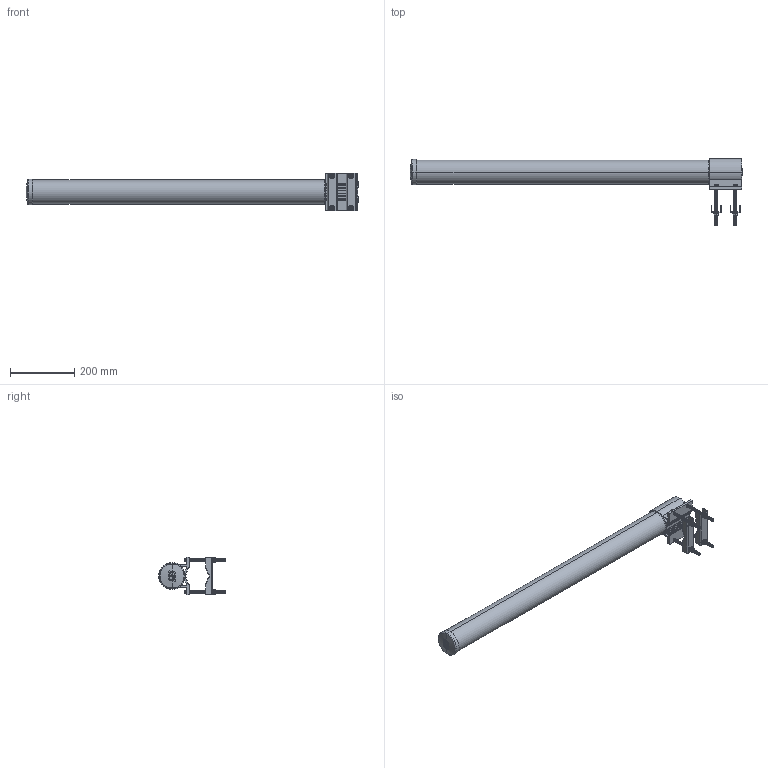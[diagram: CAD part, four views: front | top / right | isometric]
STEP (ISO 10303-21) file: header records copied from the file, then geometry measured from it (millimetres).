
FILE_DESCRIPTION (( 'STEP AP214' ), '1' );
FILE_NAME ('PE51OM1010_3D.STEP', '2022-09-30T20:16:00', ( '' ), ( '' ), 'SwSTEP 2.0', 'SolidWorks 2021', '' );
FILE_SCHEMA (( 'AUTOMOTIVE_DESIGN' ));
Length unit declared in the file: inch
Products named in the file (7): Copy of M8-1.25x120mm^PE51OM1010; Copy of HG2458-09DPU2_ANTENNA^PE51OM1010; Copy of HG2458-06DPU2_Bracket^PE51OM1010; Copy of M8_FlatWasher^PE51OM1010; Copy of M8_LockWasher^PE51OM1010; PE51OM1010_3D; Copy of M8-1.25_HexNut^PE51OM1010
Assembly tree (19 placements, depth 2):
  PE51OM1010_3D
    Copy of HG2458-09DPU2_ANTENNA^PE51OM1010
    Copy of M8-1.25x120mm^PE51OM1010  x4
    Copy of M8_FlatWasher^PE51OM1010  x4
    Copy of M8_LockWasher^PE51OM1010  x4
    Copy of M8-1.25_HexNut^PE51OM1010  x4
    Copy of HG2458-06DPU2_Bracket^PE51OM1010  x2
Bounding box: 1032.48 x 207.3 x 117.91 mm (x, y, z)
Volume: 4800885.7 mm3; surface area: 348216 mm2
Topology: 19 solids, 19 shells, 3142 faces, 6547 edges, 3453 vertices
Faces by surface type: cone 2660, plane 290, cylinder 104, torus 80, sphere 8
Entity records: 36806 total; most frequent: DIRECTION 4922, CARTESIAN_POINT 4697, ORIENTED_EDGE 4166, EDGE_CURVE 2083, AXIS2_PLACEMENT_3D 1900, VERTEX_POINT 1151, VECTOR 1122, LINE 1122
